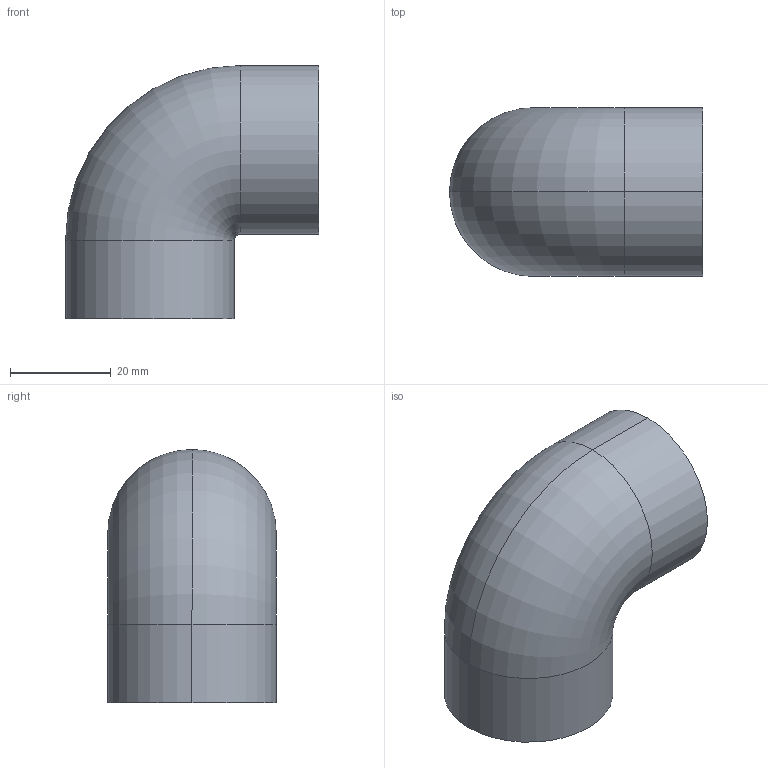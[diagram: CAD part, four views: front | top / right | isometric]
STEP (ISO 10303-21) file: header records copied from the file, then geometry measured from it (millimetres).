
FILE_DESCRIPTION(('STEP AP214'),'1');
FILE_NAME('cctmp_3166293C-9D91-4367-901C-F2D5A7A25A15_2022_03_09_11_34_58_0070..stp','2022-03-09T10:34:58',('Praher Valves GmbH'),('CADClick - www.CADClick.com'),'Spatial InterOp 3D',' ','unknown authorization');
FILE_SCHEMA(('AUTOMOTIVE_DESIGN'));
Length unit declared in the file: millimetre
Products named in the file (1): 71134
Bounding box: 50.25 x 33.5 x 50.25 mm (x, y, z)
Volume: 25475.2 mm3; surface area: 11614 mm2
Topology: 1 solids, 1 shells, 16 faces, 34 edges, 21 vertices
Faces by surface type: cylinder 8, torus 4, plane 4
Entity records: 974 total; most frequent: CARTESIAN_POINT 464, DIRECTION 82, ORIENTED_EDGE 68, AXIS2_PLACEMENT_3D 37, EDGE_CURVE 34, VERTEX_POINT 21, CIRCLE 20, EDGE_LOOP 19
